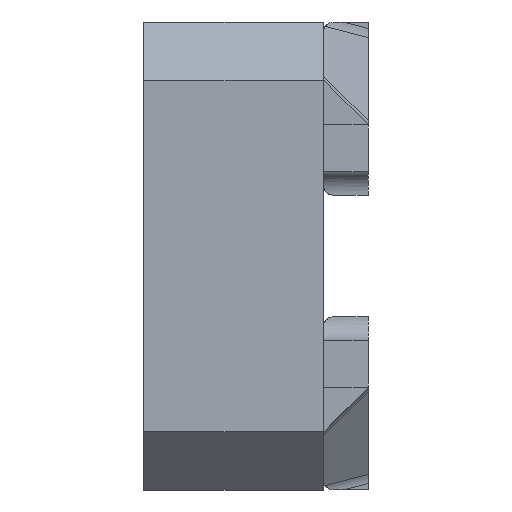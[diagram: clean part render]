
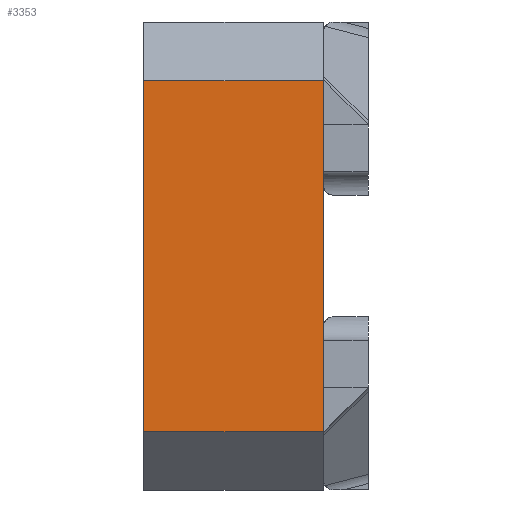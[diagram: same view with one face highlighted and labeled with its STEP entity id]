
A CAD part, left-side view. The second image highlights one B-rep face of the part: STEP entity #3353.
In plain terms, the highlighted planar face has unit normal (-1, 0, 0).
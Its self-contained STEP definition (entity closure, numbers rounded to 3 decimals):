
#136 = ORIENTED_EDGE ( 'NONE', *, *, #2819, .F. ) ;
#244 = ORIENTED_EDGE ( 'NONE', *, *, #3043, .F. ) ;
#247 = VECTOR ( 'NONE', #1358, 1000. ) ;
#292 = PLANE ( 'NONE',  #2550 ) ;
#526 = EDGE_LOOP ( 'NONE', ( #136, #2024, #244, #1329 ) ) ;
#533 = VERTEX_POINT ( 'NONE', #1078 ) ;
#555 = CARTESIAN_POINT ( 'NONE',  ( -2.5, -6.591, -1.875 ) ) ;
#638 = VERTEX_POINT ( 'NONE', #860 ) ;
#772 = VERTEX_POINT ( 'NONE', #1579 ) ;
#841 = CARTESIAN_POINT ( 'NONE',  ( -2.5, 0.48, -1.875 ) ) ;
#860 = CARTESIAN_POINT ( 'NONE',  ( -2.5, 2.4, -1.875 ) ) ;
#1078 = CARTESIAN_POINT ( 'NONE',  ( -2.5, 2.4, 1.875 ) ) ;
#1142 = LINE ( 'NONE', #555, #3839 ) ;
#1255 = DIRECTION ( 'NONE',  ( 0., 1., 0. ) ) ;
#1285 = CARTESIAN_POINT ( 'NONE',  ( -2.5, -6.591, 1.875 ) ) ;
#1296 = CARTESIAN_POINT ( 'NONE',  ( -2.5, 0.48, -1.875 ) ) ;
#1329 = ORIENTED_EDGE ( 'NONE', *, *, #3790, .F. ) ;
#1339 = EDGE_CURVE ( 'NONE', #772, #533, #2963, .T. ) ;
#1358 = DIRECTION ( 'NONE',  ( 0., 0., 1. ) ) ;
#1579 = CARTESIAN_POINT ( 'NONE',  ( -2.5, 0.48, 1.875 ) ) ;
#1649 = LINE ( 'NONE', #1987, #247 ) ;
#1896 = CARTESIAN_POINT ( 'NONE',  ( -2.5, -6.591, -1.875 ) ) ;
#1987 = CARTESIAN_POINT ( 'NONE',  ( -2.5, 2.4, -1.875 ) ) ;
#2024 = ORIENTED_EDGE ( 'NONE', *, *, #1339, .T. ) ;
#2184 = DIRECTION ( 'NONE',  ( -1., 0., 0. ) ) ;
#2384 = VERTEX_POINT ( 'NONE', #1296 ) ;
#2435 = VECTOR ( 'NONE', #2779, 1000. ) ;
#2467 = DIRECTION ( 'NONE',  ( 0., 1., 0. ) ) ;
#2504 = VECTOR ( 'NONE', #1255, 1000. ) ;
#2523 = DIRECTION ( 'NONE',  ( 0., 0., 1. ) ) ;
#2550 = AXIS2_PLACEMENT_3D ( 'NONE', #1896, #2184, #2523 ) ;
#2779 = DIRECTION ( 'NONE',  ( 0., 0., -1. ) ) ;
#2819 = EDGE_CURVE ( 'NONE', #772, #2384, #3805, .T. ) ;
#2888 = FACE_OUTER_BOUND ( 'NONE', #526, .T. ) ;
#2963 = LINE ( 'NONE', #1285, #2504 ) ;
#3043 = EDGE_CURVE ( 'NONE', #638, #533, #1649, .T. ) ;
#3353 = ADVANCED_FACE ( 'NONE', ( #2888 ), #292, .T. ) ;
#3790 = EDGE_CURVE ( 'NONE', #2384, #638, #1142, .T. ) ;
#3805 = LINE ( 'NONE', #841, #2435 ) ;
#3839 = VECTOR ( 'NONE', #2467, 1000. ) ;
